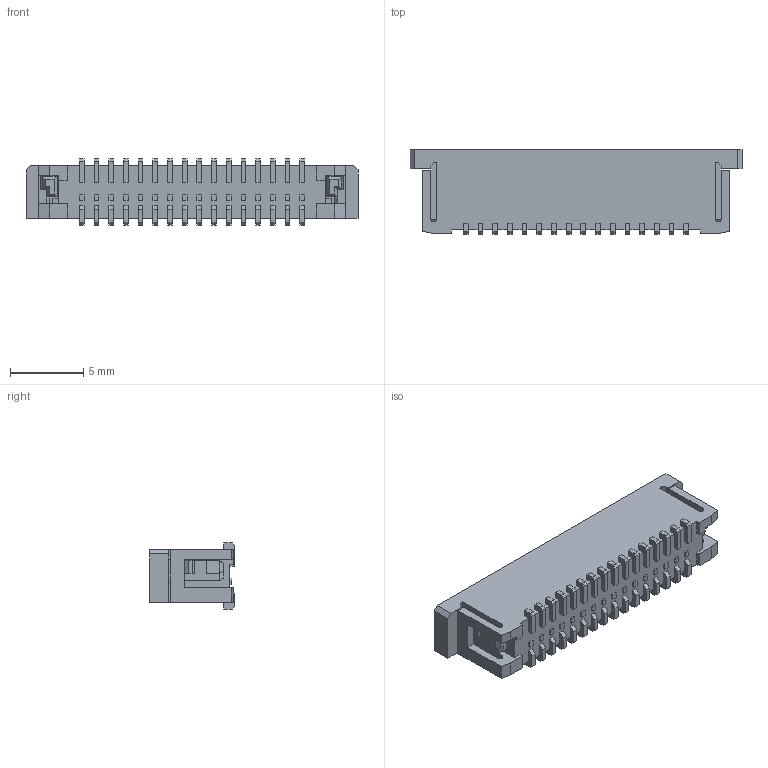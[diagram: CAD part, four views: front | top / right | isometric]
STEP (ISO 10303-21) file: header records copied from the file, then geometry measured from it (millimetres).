
FILE_DESCRIPTION((''),'2;1');
FILE_NAME('526101672','2019-02-27T',('gga'),(''),'PRO/ENGINEER BY PARAMETRIC TECHNOLOGY CORPORATION, 2016010','PRO/ENGINEER BY PARAMETRIC TECHNOLOGY CORPORATION, 2016010','');
FILE_SCHEMA(('CONFIG_CONTROL_DESIGN'));
Length unit declared in the file: millimetre
Products named in the file (1): 526101672
Bounding box: 22.6 x 5.75 x 4.5 mm (x, y, z)
Volume: 380 mm3; surface area: 762.6 mm2
Topology: 1 solids, 1 shells, 547 faces, 1743 edges, 1192 vertices
Faces by surface type: plane 518, cylinder 29
Entity records: 18780 total; most frequent: CARTESIAN_POINT 3367, ORIENTED_EDGE 3230, DIRECTION 2893, VECTOR 1685, LINE 1685, EDGE_CURVE 1615, VERTEX_POINT 1064, AXIS2_PLACEMENT_3D 604
